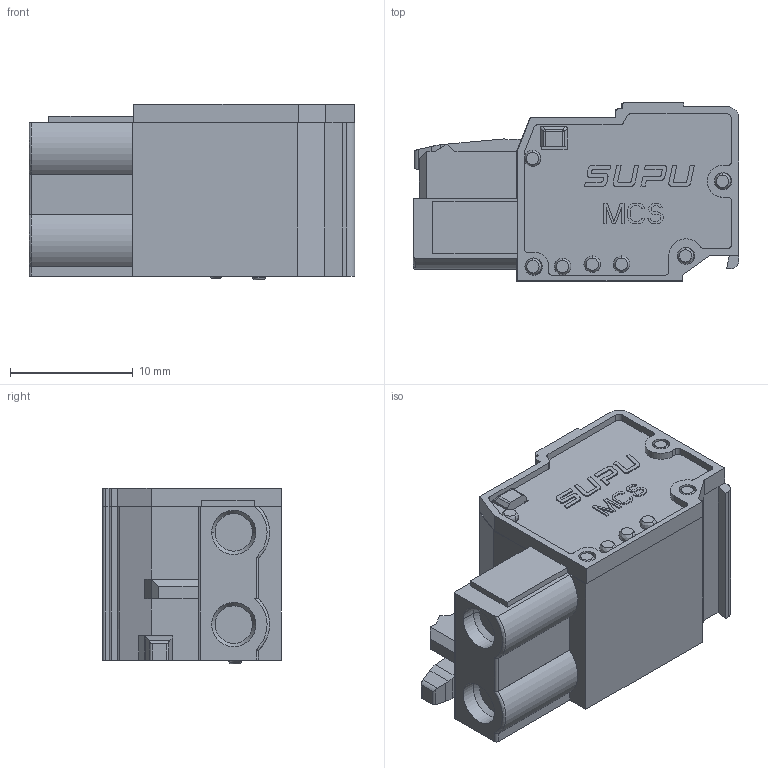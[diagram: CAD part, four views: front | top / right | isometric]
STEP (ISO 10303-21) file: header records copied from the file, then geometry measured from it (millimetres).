
FILE_DESCRIPTION(/* description */ (''),/* implementation_level */ '2;1');
FILE_NAME(/* name */ '475602.stp',/* time_stamp */ '2022-04-28T11:04:22+08:00',/* author */ (''),/* organization */ (''),/* preprocessor_version */ 'ST-DEVELOPER v16.7',/* originating_system */ 'SIEMENS PLM Software NX 12.0',/* authorisation */ '');
FILE_SCHEMA (('AUTOMOTIVE_DESIGN { 1 0 10303 214 3 1 1 1 }'));
Length unit declared in the file: millimetre
Products named in the file (1): SP346CD99A0y1e
Bounding box: 26.5 x 14.5 x 14.3 mm (x, y, z)
Volume: 3465 mm3; surface area: 3066.6 mm2
Topology: 1 solids, 16 shells, 1429 faces, 3824 edges, 2469 vertices
Faces by surface type: plane 862, cylinder 261, cone 100, torus 88, extrusion 84, bspline 30, sphere 4
Full cylindrical faces by diameter (mm): 1 x2, 1.2 x7, 1.36 x6, 1.64 x6, 3.6 x1, 4.3 x1
Entity records: 46004 total; most frequent: CARTESIAN_POINT 10725, ORIENTED_EDGE 7488, DIRECTION 6932, EDGE_CURVE 3744, VECTOR 2706, LINE 2622, VERTEX_POINT 2454, AXIS2_PLACEMENT_3D 2113
